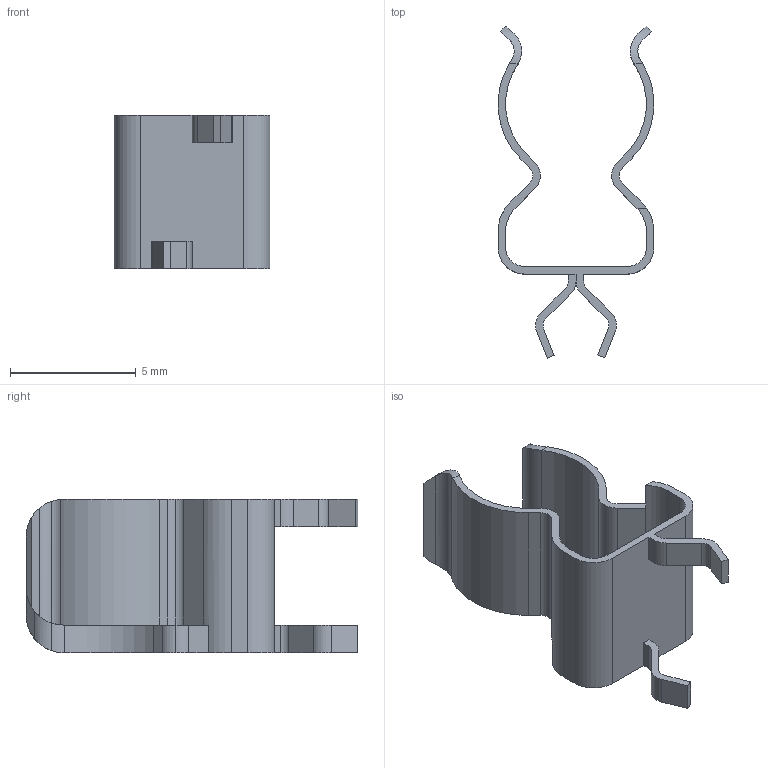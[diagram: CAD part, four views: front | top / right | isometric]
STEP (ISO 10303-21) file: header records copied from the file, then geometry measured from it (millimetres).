
FILE_DESCRIPTION (( 'STEP AP214' ), '1' );
FILE_NAME ('half-fuse-holder.STEP', '2012-12-03T20:34:05', ( '' ), ( '' ), 'SwSTEP 2.0', 'SolidWorks 2011', '' );
FILE_SCHEMA (( 'AUTOMOTIVE_DESIGN' ));
Length unit declared in the file: millimetre
Products named in the file (1): half-fuse-holder
Bounding box: 6.2 x 13.19 x 6.1 mm (x, y, z)
Volume: 45.6 mm3; surface area: 327.9 mm2
Topology: 1 solids, 1 shells, 82 faces, 238 edges, 158 vertices
Faces by surface type: plane 42, cylinder 40
Entity records: 2782 total; most frequent: CARTESIAN_POINT 595, ORIENTED_EDGE 476, DIRECTION 434, EDGE_CURVE 238, VERTEX_POINT 158, AXIS2_PLACEMENT_3D 145, VECTOR 144, LINE 144
